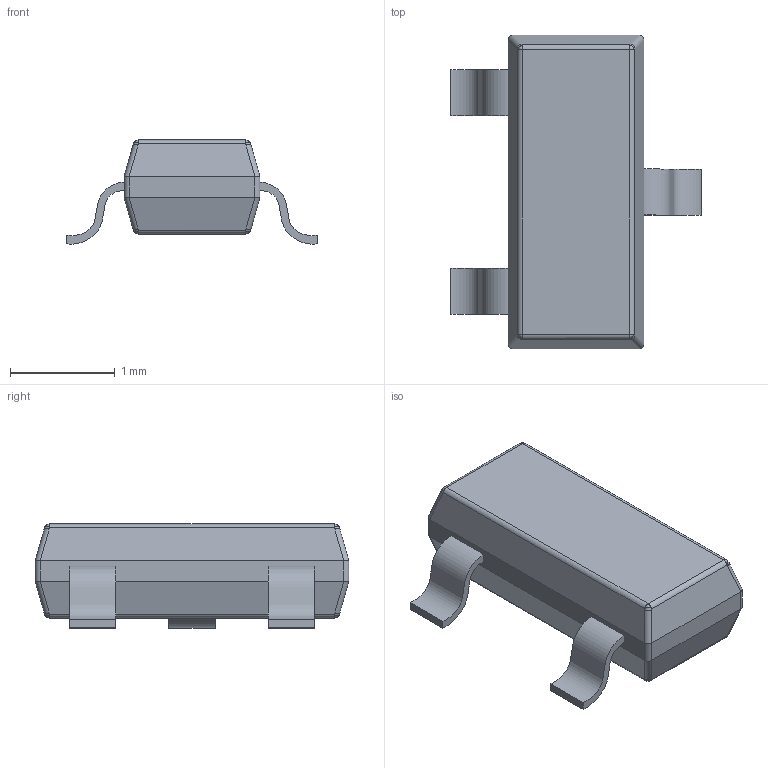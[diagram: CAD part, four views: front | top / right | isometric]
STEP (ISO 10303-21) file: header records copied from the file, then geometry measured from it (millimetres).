
FILE_DESCRIPTION(('for SolidWorks'),'2;1');
FILE_NAME('sot23.step','2016-08-22T15:48:34',( 'Serg'),(''),'Open CASCADE STEP processor 6.6','DipTrace','Unknown' );
FILE_SCHEMA(('AUTOMOTIVE_DESIGN { 1 0 10303 214 1 1 1 1 }'));
Length unit declared in the file: millimetre
Products named in the file (3): ASSEMBLY; sot23; sot23_001
Assembly tree (2 placements, depth 2):
  ASSEMBLY
    sot23
    sot23_001
Bounding box: 2.4 x 3 x 1 mm (x, y, z)
Volume: 3.3 mm3; surface area: 16.6 mm2
Topology: 4 solids, 4 shells, 68 faces, 164 edges, 96 vertices
Faces by surface type: bspline 28, plane 20, cylinder 20
Entity records: 2520 total; most frequent: CARTESIAN_POINT 1171, ORIENTED_EDGE 312, DIRECTION 182, EDGE_CURVE 156, VERTEX_POINT 96, B_SPLINE_CURVE_WITH_KNOTS 72, ADVANCED_FACE 68, FACE_BOUND 68
